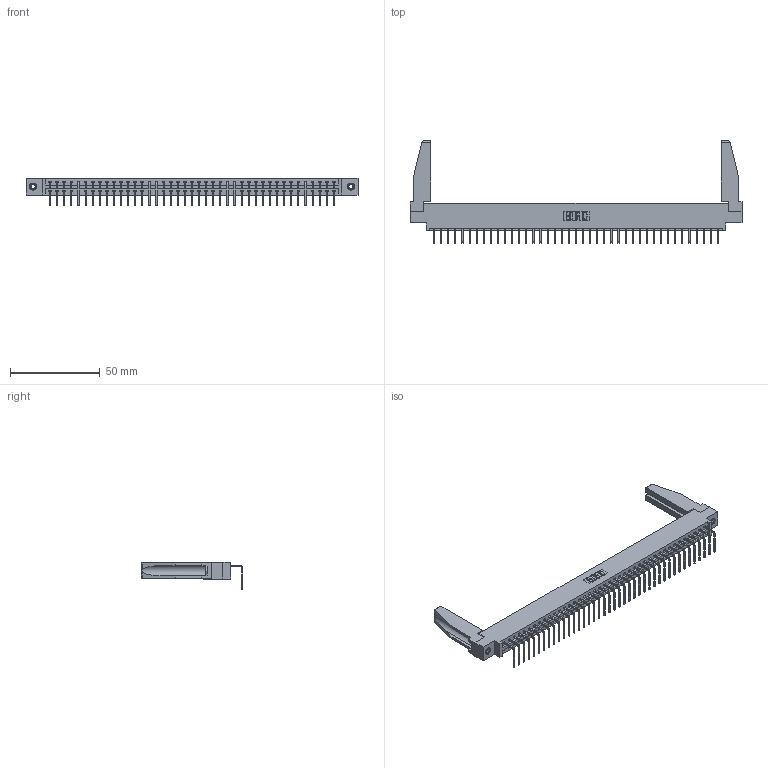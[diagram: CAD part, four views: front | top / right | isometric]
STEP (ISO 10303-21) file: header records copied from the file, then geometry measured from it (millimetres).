
FILE_DESCRIPTION (( 'STEP AP203' ), '1' );
FILE_NAME ('387-041-558-678.STEP', '2019-10-07T21:45:18', ( '' ), ( '' ), 'SwSTEP 2.0', 'SolidWorks 2016', '' );
FILE_SCHEMA (( 'CONFIG_CONTROL_DESIGN' ));
Length unit declared in the file: inch
Products named in the file (5): 307-220-078; 387-041-558-678; 345-292-001_558 Tail - 2; 345-250-001_345-250-001-102; 337 Part_0.170 Offset - 0.156 Dia-TI
Assembly tree (46 placements, depth 2):
  387-041-558-678
    337 Part_0.170 Offset - 0.156 Dia-TI
    345-292-001_558 Tail - 2  x41
    345-250-001_345-250-001-102  x2
    307-220-078  x2
Bounding box: 185.47 x 56.96 x 15.37 mm (x, y, z)
Volume: 23276.5 mm3; surface area: 24693.3 mm2
Topology: 46 solids, 46 shells, 2872 faces, 8607 edges, 5674 vertices
Faces by surface type: plane 2126, cylinder 730, cone 12, torus 4
Entity records: 33262 total; most frequent: CARTESIAN_POINT 5787, ORIENTED_EDGE 5720, DIRECTION 4882, EDGE_CURVE 2860, VECTOR 2694, LINE 2694, VERTEX_POINT 1900, AXIS2_PLACEMENT_3D 1094
